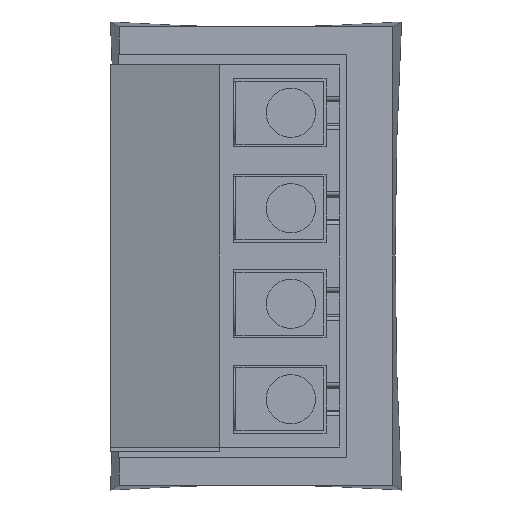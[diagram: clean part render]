
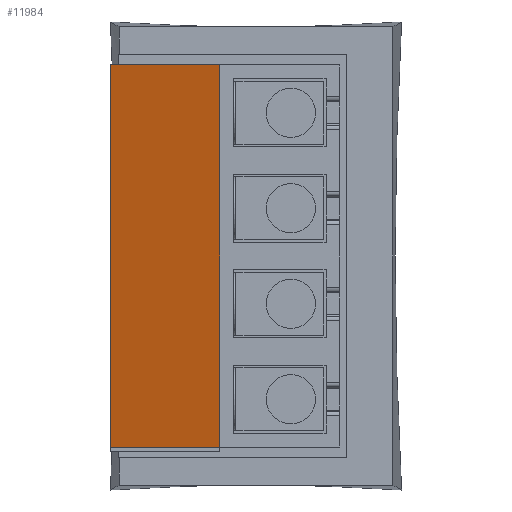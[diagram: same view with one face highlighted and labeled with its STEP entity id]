
A CAD part, left-side view. The second image highlights one B-rep face of the part: STEP entity #11984.
In plain terms, the highlighted face is planar.
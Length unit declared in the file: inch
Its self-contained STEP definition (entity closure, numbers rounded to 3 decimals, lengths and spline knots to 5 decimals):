
#1734 = LINE ( 'NONE', #3934, #4299 ) ;
#1968 = DIRECTION ( 'NONE',  ( 0., -0.944, 0.33 ) ) ;
#2434 = VERTEX_POINT ( 'NONE', #5118 ) ;
#2607 = EDGE_CURVE ( 'NONE', #7268, #5387, #12121, .T. ) ;
#3745 = VERTEX_POINT ( 'NONE', #11934 ) ;
#3934 = CARTESIAN_POINT ( 'NONE',  ( -0.27559, 0.17323, 0.13386 ) ) ;
#3975 = DIRECTION ( 'NONE',  ( 1., 0., 0. ) ) ;
#4075 = VECTOR ( 'NONE', #6430, 39.37008 ) ;
#4299 = VECTOR ( 'NONE', #3975, 39.37008 ) ;
#5118 = CARTESIAN_POINT ( 'NONE',  ( -0.27559, 0.17323, 0.13386 ) ) ;
#5387 = VERTEX_POINT ( 'NONE', #11667 ) ;
#5486 = CARTESIAN_POINT ( 'NONE',  ( -0.27559, 0.33071, 0.07874 ) ) ;
#6324 = DIRECTION ( 'NONE',  ( 1., 0., 0. ) ) ;
#6348 = EDGE_CURVE ( 'NONE', #7268, #2434, #12118, .T. ) ;
#6430 = DIRECTION ( 'NONE',  ( 0., -0.944, 0.33 ) ) ;
#6651 = VECTOR ( 'NONE', #6324, 39.37008 ) ;
#6959 = CARTESIAN_POINT ( 'NONE',  ( -0.27559, 0.33071, 0.07874 ) ) ;
#7041 = AXIS2_PLACEMENT_3D ( 'NONE', #6959, #9069, #1968 ) ;
#7268 = VERTEX_POINT ( 'NONE', #11817 ) ;
#7489 = ORIENTED_EDGE ( 'NONE', *, *, #6348, .T. ) ;
#8343 = EDGE_LOOP ( 'NONE', ( #7489, #11354, #9834, #12167 ) ) ;
#9069 = DIRECTION ( 'NONE',  ( 0., 0.33, 0.944 ) ) ;
#9396 = EDGE_CURVE ( 'NONE', #5387, #3745, #10935, .T. ) ;
#9834 = ORIENTED_EDGE ( 'NONE', *, *, #9396, .F. ) ;
#10112 = PLANE ( 'NONE',  #7041 ) ;
#10222 = FACE_OUTER_BOUND ( 'NONE', #8343, .T. ) ;
#10278 = EDGE_CURVE ( 'NONE', #2434, #3745, #1734, .T. ) ;
#10430 = VECTOR ( 'NONE', #10881, 39.37008 ) ;
#10457 = CARTESIAN_POINT ( 'NONE',  ( -0.27559, 0.33071, 0.07874 ) ) ;
#10881 = DIRECTION ( 'NONE',  ( 0., -0.944, 0.33 ) ) ;
#10935 = LINE ( 'NONE', #11876, #10430 ) ;
#11354 = ORIENTED_EDGE ( 'NONE', *, *, #10278, .T. ) ;
#11667 = CARTESIAN_POINT ( 'NONE',  ( 0.27559, 0.33071, 0.07874 ) ) ;
#11817 = CARTESIAN_POINT ( 'NONE',  ( -0.27559, 0.33071, 0.07874 ) ) ;
#11876 = CARTESIAN_POINT ( 'NONE',  ( 0.27559, 0.33071, 0.07874 ) ) ;
#11934 = CARTESIAN_POINT ( 'NONE',  ( 0.27559, 0.17323, 0.13386 ) ) ;
#11984 = ADVANCED_FACE ( 'NONE', ( #10222 ), #10112, .T. ) ;
#12118 = LINE ( 'NONE', #5486, #4075 ) ;
#12121 = LINE ( 'NONE', #10457, #6651 ) ;
#12167 = ORIENTED_EDGE ( 'NONE', *, *, #2607, .F. ) ;
